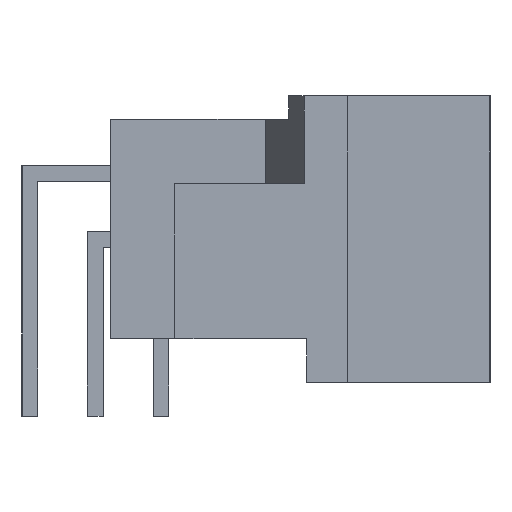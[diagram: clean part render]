
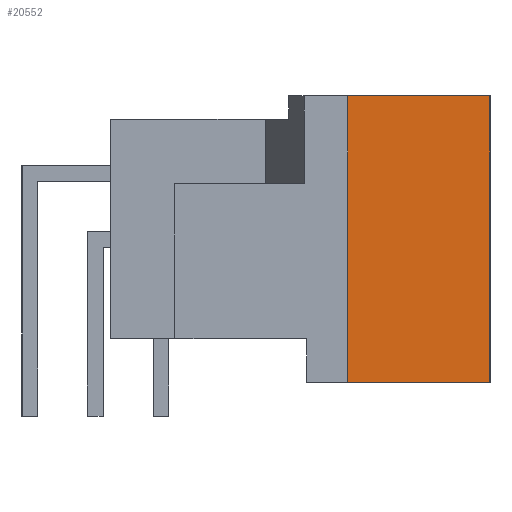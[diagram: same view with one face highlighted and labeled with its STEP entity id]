
A CAD part, front view. The second image highlights one B-rep face of the part: STEP entity #20552.
In plain terms, the highlighted planar face has unit normal (0, -1, 0).
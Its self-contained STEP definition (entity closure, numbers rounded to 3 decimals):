
#19931=CARTESIAN_POINT('',(12.74,-83.17,-1.7));
#19932=VERTEX_POINT('',#19931);
#19939=CARTESIAN_POINT('',(7.24,-83.17,-1.7));
#19940=VERTEX_POINT('',#19939);
#19941=CARTESIAN_POINT('',(12.74,-83.17,-1.7));
#19942=DIRECTION('',(-1.0,0.0,0.0));
#19943=VECTOR('',#19942,5.5);
#19944=LINE('',#19941,#19943);
#19945=EDGE_CURVE('',#19932,#19940,#19944,.T.);
#20326=CARTESIAN_POINT('',(7.24,-83.17,9.4));
#20327=VERTEX_POINT('',#20326);
#20334=CARTESIAN_POINT('',(12.74,-83.17,9.4));
#20335=VERTEX_POINT('',#20334);
#20336=CARTESIAN_POINT('',(12.74,-83.17,9.4));
#20337=DIRECTION('',(-1.0,0.0,0.0));
#20338=VECTOR('',#20337,5.5);
#20339=LINE('',#20336,#20338);
#20340=EDGE_CURVE('',#20335,#20327,#20339,.T.);
#20524=CARTESIAN_POINT('',(7.24,-83.17,9.4));
#20525=DIRECTION('',(0.0,0.0,-1.0));
#20526=VECTOR('',#20525,11.1);
#20527=LINE('',#20524,#20526);
#20528=EDGE_CURVE('',#20327,#19940,#20527,.T.);
#20536=CARTESIAN_POINT('',(13.015,-83.17,-2.255));
#20537=DIRECTION('',(0.0,1.0,0.0));
#20538=DIRECTION('',(0.0,0.0,-1.0));
#20539=AXIS2_PLACEMENT_3D('',#20536,#20537,#20538);
#20540=PLANE('',#20539);
#20541=CARTESIAN_POINT('',(12.74,-83.17,-1.7));
#20542=DIRECTION('',(0.0,0.0,1.0));
#20543=VECTOR('',#20542,11.1);
#20544=LINE('',#20541,#20543);
#20545=EDGE_CURVE('',#19932,#20335,#20544,.T.);
#20546=ORIENTED_EDGE('',*,*,#20545,.T.);
#20547=ORIENTED_EDGE('',*,*,#20340,.T.);
#20548=ORIENTED_EDGE('',*,*,#20528,.T.);
#20549=ORIENTED_EDGE('',*,*,#19945,.F.);
#20550=EDGE_LOOP('',(#20546,#20547,#20548,#20549));
#20551=FACE_OUTER_BOUND('',#20550,.T.);
#20552=ADVANCED_FACE('',(#20551),#20540,.F.);
